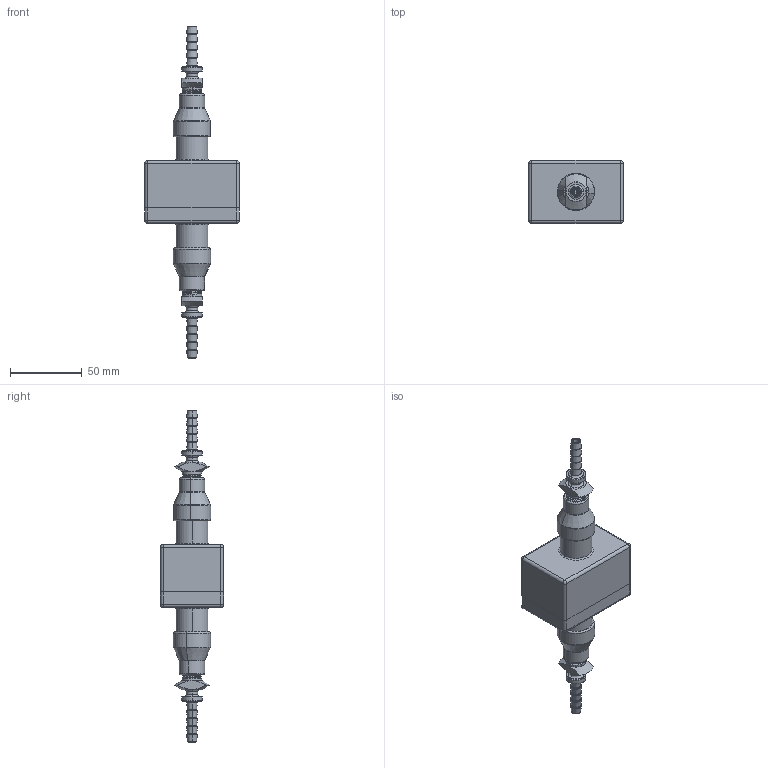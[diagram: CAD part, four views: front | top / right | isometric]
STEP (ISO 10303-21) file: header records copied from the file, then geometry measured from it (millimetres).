
FILE_DESCRIPTION (( 'STEP AP214' ), '1' );
FILE_NAME ('Medical Air Filter Assy.STEP', '2020-03-31T19:33:47', ( '' ), ( '' ), 'SwSTEP 2.0', 'SolidWorks 2017', '' );
FILE_SCHEMA (( 'AUTOMOTIVE_DESIGN' ));
Length unit declared in the file: millimetre
Products named in the file (6): Medical Air Filter; 22mm to 0.25 inch pipe adapter; Vanamatic-4130; Medical Air Filter Bottom; Medical Air Filter Assy; Medical Air Filter Top
Assembly tree (7 placements, depth 2):
  Medical Air Filter Assy
    Medical Air Filter Bottom
    Medical Air Filter Top
    Medical Air Filter
    22mm to 0.25 inch pipe adapter  x2
    Vanamatic-4130  x2
Bounding box: 66 x 44 x 231.85 mm (x, y, z)
Volume: 117707.5 mm3; surface area: 59064.5 mm2
Topology: 7 solids, 7 shells, 530 faces, 1308 edges, 790 vertices
Faces by surface type: plane 222, torus 120, cone 88, cylinder 76, sphere 16, bspline 8
Entity records: 17268 total; most frequent: CARTESIAN_POINT 7374, DIRECTION 2037, ORIENTED_EDGE 2018, EDGE_CURVE 1009, AXIS2_PLACEMENT_3D 699, VECTOR 639, LINE 639, VERTEX_POINT 625
